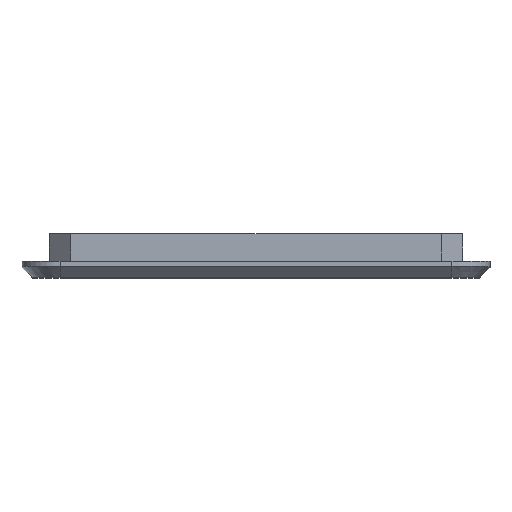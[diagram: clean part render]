
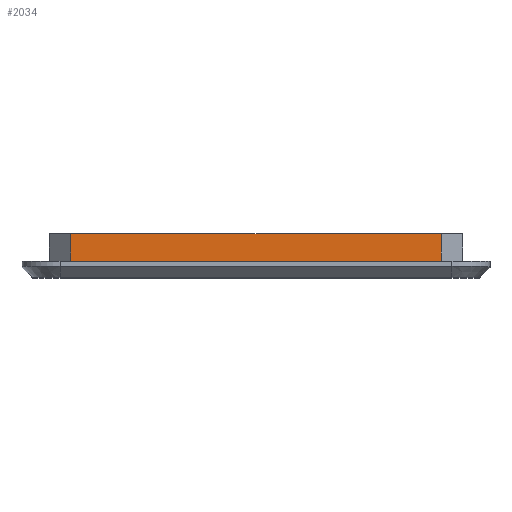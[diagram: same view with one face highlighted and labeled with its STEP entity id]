
A CAD part, top view. The second image highlights one B-rep face of the part: STEP entity #2034.
In plain terms, the highlighted planar face has unit normal (0, 0, 1).
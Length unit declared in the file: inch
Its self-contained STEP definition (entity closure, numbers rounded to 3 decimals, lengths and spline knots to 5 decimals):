
#273=FACE_OUTER_BOUND('',#389,.T.);
#389=EDGE_LOOP('',(#1446,#1447,#1448,#1449));
#510=LINE('',#2577,#672);
#525=LINE('',#2612,#687);
#538=LINE('',#2636,#700);
#547=LINE('',#2654,#709);
#672=VECTOR('',#2250,0.3937);
#687=VECTOR('',#2279,0.3937);
#700=VECTOR('',#2294,0.3937);
#709=VECTOR('',#2315,0.3937);
#838=VERTEX_POINT('',#2575);
#839=VERTEX_POINT('',#2576);
#851=VERTEX_POINT('',#2610);
#852=VERTEX_POINT('',#2611);
#1054=EDGE_CURVE('',#838,#839,#510,.T.);
#1071=EDGE_CURVE('',#851,#852,#525,.T.);
#1084=EDGE_CURVE('',#838,#852,#538,.T.);
#1093=EDGE_CURVE('',#839,#851,#547,.T.);
#1446=ORIENTED_EDGE('',*,*,#1054,.F.);
#1447=ORIENTED_EDGE('',*,*,#1084,.T.);
#1448=ORIENTED_EDGE('',*,*,#1071,.F.);
#1449=ORIENTED_EDGE('',*,*,#1093,.F.);
#1995=PLANE('',#2168);
#2034=ADVANCED_FACE('',(#273),#1995,.T.);
#2168=AXIS2_PLACEMENT_3D('',#2653,#2313,#2314);
#2250=DIRECTION('',(-1.,0.,0.));
#2279=DIRECTION('',(1.,0.,0.));
#2294=DIRECTION('',(0.,1.,0.));
#2313=DIRECTION('center_axis',(0.,0.,1.));
#2314=DIRECTION('ref_axis',(1.,0.,0.));
#2315=DIRECTION('',(0.,1.,0.));
#2575=CARTESIAN_POINT('',(0.77,0.03,0.81));
#2576=CARTESIAN_POINT('',(0.09,0.03,0.81));
#2577=CARTESIAN_POINT('',(0.09,0.03,0.81));
#2610=CARTESIAN_POINT('',(0.09,0.08,0.81));
#2611=CARTESIAN_POINT('',(0.77,0.08,0.81));
#2612=CARTESIAN_POINT('',(0.09,0.08,0.81));
#2636=CARTESIAN_POINT('',(0.77,0.,0.81));
#2653=CARTESIAN_POINT('Origin',(0.09,0.,0.81));
#2654=CARTESIAN_POINT('',(0.09,0.,0.81));
